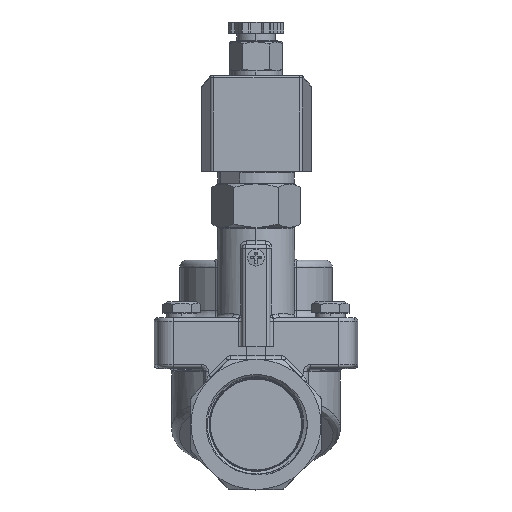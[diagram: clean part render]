
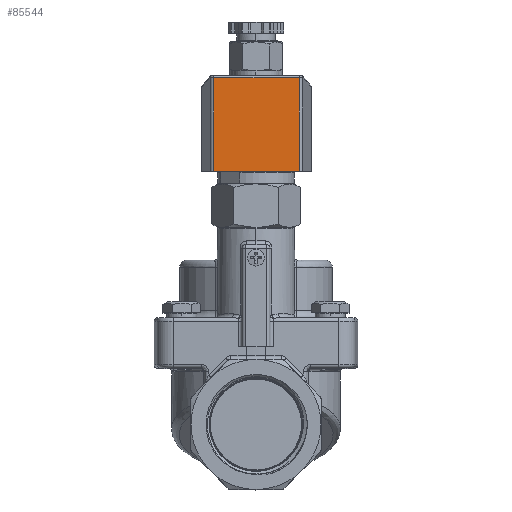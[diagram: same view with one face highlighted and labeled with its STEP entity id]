
A CAD part, top view. The second image highlights one B-rep face of the part: STEP entity #85544.
In plain terms, the highlighted planar face has unit normal (0, 0, 1).
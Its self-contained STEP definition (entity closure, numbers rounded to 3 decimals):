
#1234 = ORIENTED_EDGE ( 'NONE', *, *, #142899, .F. ) ;
#4248 = VECTOR ( 'NONE', #84379, 1000. ) ;
#10455 = DIRECTION ( 'NONE',  ( -1., 0., 0. ) ) ;
#11255 = AXIS2_PLACEMENT_3D ( 'NONE', #15779, #107916, #28953 ) ;
#15779 = CARTESIAN_POINT ( 'NONE',  ( -18.788, 171.856, 53.35 ) ) ;
#17004 = VECTOR ( 'NONE', #114257, 1000. ) ;
#18600 = EDGE_CURVE ( 'NONE', #106555, #53467, #122120, .T. ) ;
#20504 = CARTESIAN_POINT ( 'NONE',  ( -17.484, 170.856, 53.35 ) ) ;
#28953 = DIRECTION ( 'NONE',  ( 0., -1., 0. ) ) ;
#34898 = DIRECTION ( 'NONE',  ( 0., 1., 0. ) ) ;
#41604 = PLANE ( 'NONE',  #11255 ) ;
#42294 = EDGE_CURVE ( 'NONE', #106555, #67889, #140353, .T. ) ;
#44890 = LINE ( 'NONE', #153169, #141861 ) ;
#48772 = FACE_OUTER_BOUND ( 'NONE', #122885, .T. ) ;
#53467 = VERTEX_POINT ( 'NONE', #72822 ) ;
#55962 = VECTOR ( 'NONE', #10455, 1000. ) ;
#60079 = CARTESIAN_POINT ( 'NONE',  ( 17.907, 171.856, 53.35 ) ) ;
#67889 = VERTEX_POINT ( 'NONE', #108517 ) ;
#72822 = CARTESIAN_POINT ( 'NONE',  ( -17.484, 132.2, 53.35 ) ) ;
#84379 = DIRECTION ( 'NONE',  ( 0., 1., 0. ) ) ;
#85544 = ADVANCED_FACE ( 'NONE', ( #48772 ), #41604, .T. ) ;
#87777 = CARTESIAN_POINT ( 'NONE',  ( -18.788, 132.2, 53.35 ) ) ;
#101793 = VERTEX_POINT ( 'NONE', #20504 ) ;
#102628 = CARTESIAN_POINT ( 'NONE',  ( -18.788, 170.856, 53.35 ) ) ;
#106555 = VERTEX_POINT ( 'NONE', #145812 ) ;
#107916 = DIRECTION ( 'NONE',  ( 0., 0., 1. ) ) ;
#108517 = CARTESIAN_POINT ( 'NONE',  ( 17.907, 170.856, 53.35 ) ) ;
#109610 = ORIENTED_EDGE ( 'NONE', *, *, #159028, .T. ) ;
#114257 = DIRECTION ( 'NONE',  ( -1., 0., 0. ) ) ;
#120332 = ORIENTED_EDGE ( 'NONE', *, *, #18600, .F. ) ;
#122120 = LINE ( 'NONE', #87777, #17004 ) ;
#122885 = EDGE_LOOP ( 'NONE', ( #153908, #109610, #1234, #120332 ) ) ;
#126158 = LINE ( 'NONE', #102628, #55962 ) ;
#140353 = LINE ( 'NONE', #60079, #4248 ) ;
#141861 = VECTOR ( 'NONE', #34898, 1000. ) ;
#142899 = EDGE_CURVE ( 'NONE', #53467, #101793, #44890, .T. ) ;
#145812 = CARTESIAN_POINT ( 'NONE',  ( 17.907, 132.2, 53.35 ) ) ;
#153169 = CARTESIAN_POINT ( 'NONE',  ( -17.484, 171.996, 53.35 ) ) ;
#153908 = ORIENTED_EDGE ( 'NONE', *, *, #42294, .T. ) ;
#159028 = EDGE_CURVE ( 'NONE', #67889, #101793, #126158, .T. ) ;
